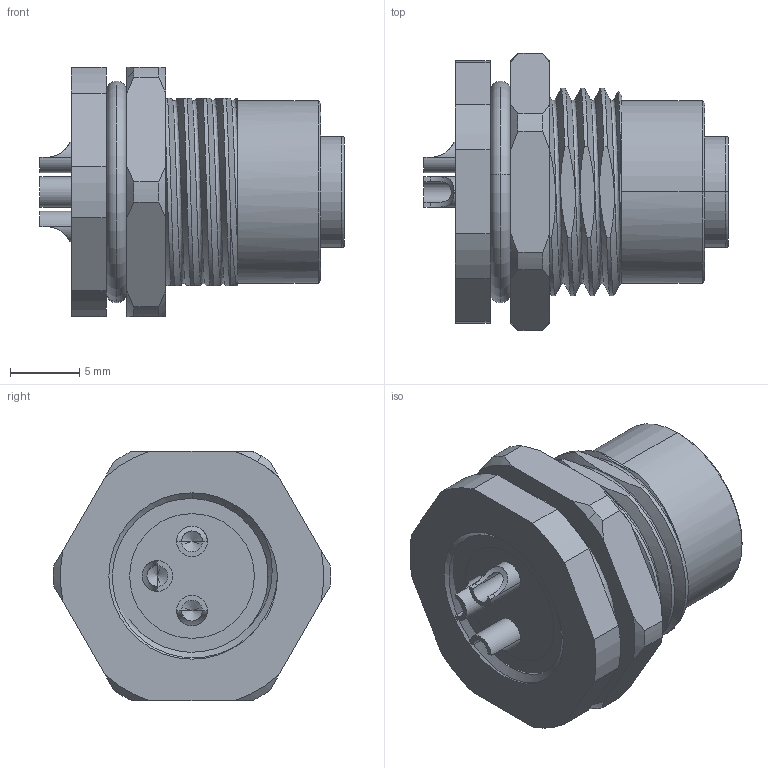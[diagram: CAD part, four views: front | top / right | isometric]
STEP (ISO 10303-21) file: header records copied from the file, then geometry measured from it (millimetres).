
FILE_DESCRIPTION (( 'STEP AP203' ), '1' );
FILE_NAME ('54-00432.STEP', '2025-03-13T15:27:18', ( '' ), ( '' ), 'SwSTEP 2.0', 'SolidWorks 2021', '' );
FILE_SCHEMA (( 'CONFIG_CONTROL_DESIGN' ));
Length unit declared in the file: millimetre
Products named in the file (7): 54-00432-03___; 54-00432-02___; 54-00432-04___; 54-00432-05___; 54-00432-06___; 54-00432; 54-00432-01___
Assembly tree (8 placements, depth 2):
  54-00432
    54-00432-01___
    54-00432-02___
    54-00432-04___
    54-00432-05___
    54-00432-06___
    54-00432-03___  x3
Bounding box: 22 x 19.99 x 18 mm (x, y, z)
Volume: 2858.5 mm3; surface area: 5584.3 mm2
Topology: 9 solids, 9 shells, 299 faces, 770 edges, 494 vertices
Faces by surface type: cylinder 122, plane 98, cone 47, torus 22, bspline 10
Entity records: 11905 total; most frequent: CARTESIAN_POINT 5609, ORIENTED_EDGE 1212, DIRECTION 1107, EDGE_CURVE 606, AXIS2_PLACEMENT_3D 436, VERTEX_POINT 394, EDGE_LOOP 260, ADVANCED_FACE 235
